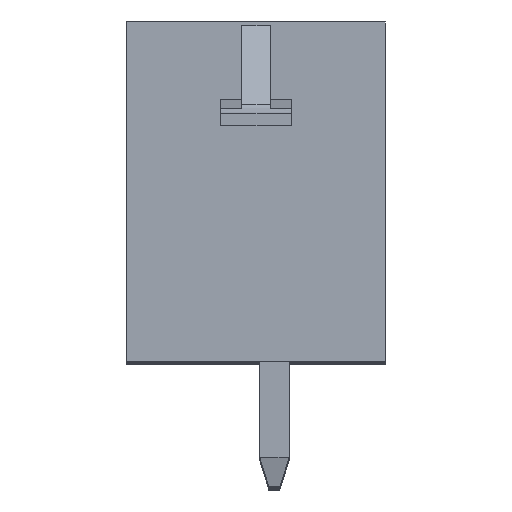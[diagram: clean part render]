
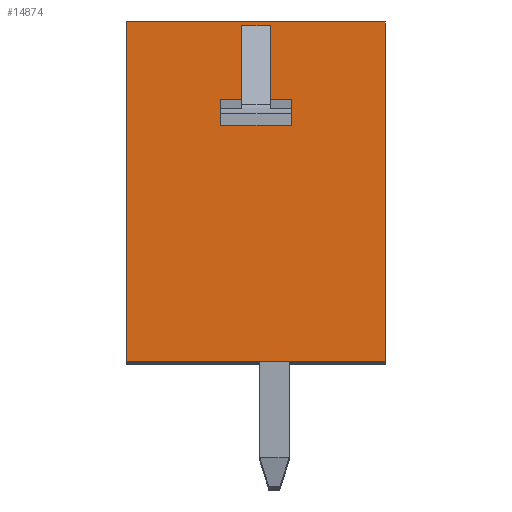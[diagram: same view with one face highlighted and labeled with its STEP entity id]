
A CAD part, top view. The second image highlights one B-rep face of the part: STEP entity #14874.
In plain terms, the highlighted planar face has unit normal (0, 0, 1).
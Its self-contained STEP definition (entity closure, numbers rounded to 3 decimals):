
#1=DIRECTION('',(1.,0.,0.));
#2=VECTOR('',#1,7.);
#3=CARTESIAN_POINT('',(-3.6,-3.853,0.));
#4=LINE('',#3,#2);
#5=DIRECTION('',(0.,-1.,0.));
#6=VECTOR('',#5,9.2);
#7=CARTESIAN_POINT('',(-3.6,5.347,0.));
#8=LINE('',#7,#6);
#9=DIRECTION('',(-1.,0.,0.));
#10=VECTOR('',#9,7.);
#11=CARTESIAN_POINT('',(3.4,5.347,0.));
#12=LINE('',#11,#10);
#13=DIRECTION('',(0.,1.,0.));
#14=VECTOR('',#13,9.2);
#15=CARTESIAN_POINT('',(3.4,-3.853,0.));
#16=LINE('',#15,#14);
#17=DIRECTION('',(0.,1.,0.));
#18=VECTOR('',#17,0.495);
#19=CARTESIAN_POINT('',(0.85,2.747,0.));
#20=LINE('',#19,#18);
#21=DIRECTION('',(-1.,0.,0.));
#22=VECTOR('',#21,0.76);
#23=CARTESIAN_POINT('',(0.28,5.244,0.));
#24=LINE('',#23,#22);
#25=DIRECTION('',(1.,0.,0.));
#26=VECTOR('',#25,0.57);
#27=CARTESIAN_POINT('',(-1.05,3.242,0.));
#28=LINE('',#27,#26);
#29=DIRECTION('',(0.,1.,0.));
#30=VECTOR('',#29,0.495);
#31=CARTESIAN_POINT('',(-1.05,2.747,0.));
#32=LINE('',#31,#30);
#33=DIRECTION('',(-1.,0.,0.));
#34=VECTOR('',#33,1.9);
#35=CARTESIAN_POINT('',(0.85,2.747,0.));
#36=LINE('',#35,#34);
#11350=DIRECTION('',(-1.,0.,0.));
#11351=VECTOR('',#11350,0.57);
#11352=CARTESIAN_POINT('',(0.85,3.242,0.));
#11353=LINE('',#11352,#11351);
#11354=DIRECTION('',(0.,-1.,0.));
#11355=VECTOR('',#11354,2.002);
#11356=CARTESIAN_POINT('',(0.28,5.244,0.));
#11357=LINE('',#11356,#11355);
#11421=DIRECTION('',(0.,1.,0.));
#11422=VECTOR('',#11421,2.002);
#11423=CARTESIAN_POINT('',(-0.48,3.242,0.));
#11424=LINE('',#11423,#11422);
#11433=CARTESIAN_POINT('',(-3.6,-3.853,0.));
#11434=CARTESIAN_POINT('',(3.4,-3.853,0.));
#11435=VERTEX_POINT('',#11433);
#11436=VERTEX_POINT('',#11434);
#11437=CARTESIAN_POINT('',(3.4,5.347,0.));
#11438=VERTEX_POINT('',#11437);
#11439=CARTESIAN_POINT('',(-3.6,5.347,0.));
#11440=VERTEX_POINT('',#11439);
#12536=CARTESIAN_POINT('',(0.85,2.747,0.));
#12537=VERTEX_POINT('',#12536);
#12538=CARTESIAN_POINT('',(-1.05,2.747,0.));
#12539=VERTEX_POINT('',#12538);
#12541=CARTESIAN_POINT('',(-0.48,3.242,0.));
#12543=VERTEX_POINT('',#12541);
#12544=CARTESIAN_POINT('',(-0.48,5.244,0.));
#12545=VERTEX_POINT('',#12544);
#12546=CARTESIAN_POINT('',(-1.05,3.242,0.));
#12547=VERTEX_POINT('',#12546);
#12552=CARTESIAN_POINT('',(0.28,5.244,0.));
#12553=CARTESIAN_POINT('',(0.28,3.242,0.));
#12554=VERTEX_POINT('',#12552);
#12555=VERTEX_POINT('',#12553);
#12558=CARTESIAN_POINT('',(0.85,3.242,0.));
#12559=VERTEX_POINT('',#12558);
#14841=CARTESIAN_POINT('',(0.,0.,0.));
#14842=DIRECTION('',(0.,0.,1.));
#14843=DIRECTION('',(1.,0.,0.));
#14844=AXIS2_PLACEMENT_3D('',#14841,#14842,#14843);
#14845=PLANE('',#14844);
#14847=ORIENTED_EDGE('',*,*,#14846,.F.);
#14849=ORIENTED_EDGE('',*,*,#14848,.F.);
#14851=ORIENTED_EDGE('',*,*,#14850,.F.);
#14853=ORIENTED_EDGE('',*,*,#14852,.F.);
#14854=EDGE_LOOP('',(#14847,#14849,#14851,#14853));
#14855=FACE_OUTER_BOUND('',#14854,.F.);
#14857=ORIENTED_EDGE('',*,*,#14856,.T.);
#14859=ORIENTED_EDGE('',*,*,#14858,.T.);
#14861=ORIENTED_EDGE('',*,*,#14860,.F.);
#14863=ORIENTED_EDGE('',*,*,#14862,.T.);
#14865=ORIENTED_EDGE('',*,*,#14864,.F.);
#14867=ORIENTED_EDGE('',*,*,#14866,.F.);
#14869=ORIENTED_EDGE('',*,*,#14868,.F.);
#14871=ORIENTED_EDGE('',*,*,#14870,.F.);
#14872=EDGE_LOOP('',(#14857,#14859,#14861,#14863,#14865,#14867,#14869,#14871));
#14873=FACE_BOUND('',#14872,.F.);
#14846=EDGE_CURVE('',#11435,#11436,#4,.T.);
#14848=EDGE_CURVE('',#11440,#11435,#8,.T.);
#14850=EDGE_CURVE('',#11438,#11440,#12,.T.);
#14852=EDGE_CURVE('',#11436,#11438,#16,.T.);
#14856=EDGE_CURVE('',#12537,#12559,#20,.T.);
#14858=EDGE_CURVE('',#12559,#12555,#11353,.T.);
#14860=EDGE_CURVE('',#12554,#12555,#11357,.T.);
#14862=EDGE_CURVE('',#12554,#12545,#24,.T.);
#14864=EDGE_CURVE('',#12543,#12545,#11424,.T.);
#14866=EDGE_CURVE('',#12547,#12543,#28,.T.);
#14868=EDGE_CURVE('',#12539,#12547,#32,.T.);
#14870=EDGE_CURVE('',#12537,#12539,#36,.T.);
#14874=ADVANCED_FACE('',(#14855,#14873),#14845,.T.);
